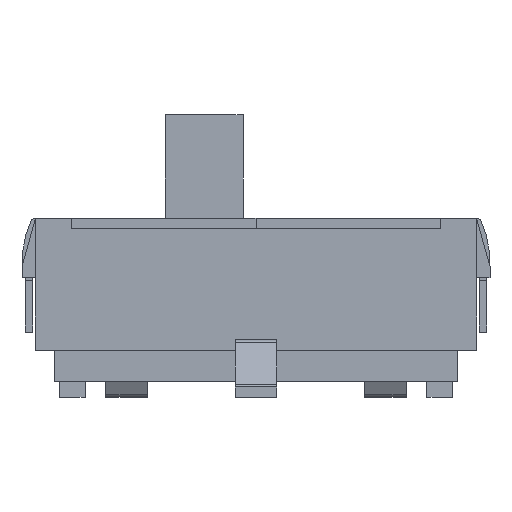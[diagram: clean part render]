
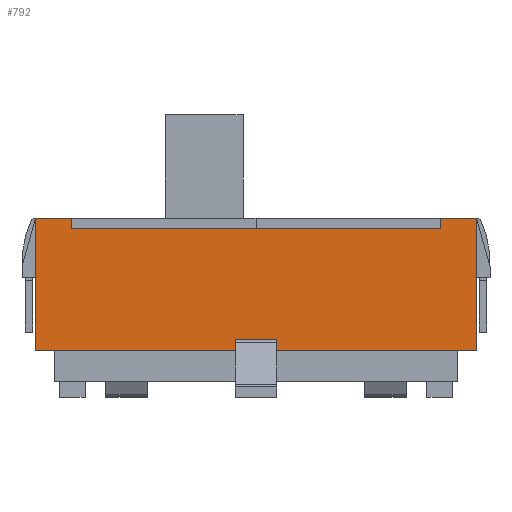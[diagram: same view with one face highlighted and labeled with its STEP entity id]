
A CAD part, left-side view. The second image highlights one B-rep face of the part: STEP entity #792.
In plain terms, the highlighted planar face has unit normal (-1, 0, 0).
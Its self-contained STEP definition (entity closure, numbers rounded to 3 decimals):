
#303 = VERTEX_POINT('',#304);
#304 = CARTESIAN_POINT('',(-1.8,4.26,0.6));
#312 = EDGE_CURVE('',#313,#303,#315,.T.);
#313 = VERTEX_POINT('',#314);
#314 = CARTESIAN_POINT('',(-1.8,-4.26,0.6));
#315 = LINE('',#316,#317);
#316 = CARTESIAN_POINT('',(-1.8,-4.26,0.6));
#317 = VECTOR('',#318,1.);
#318 = DIRECTION('',(0.,1.,0.));
#750 = EDGE_CURVE('',#303,#751,#753,.T.);
#751 = VERTEX_POINT('',#752);
#752 = CARTESIAN_POINT('',(-1.8,4.26,2.));
#753 = LINE('',#754,#755);
#754 = CARTESIAN_POINT('',(-1.8,4.26,0.6));
#755 = VECTOR('',#756,1.);
#756 = DIRECTION('',(0.,0.,1.));
#792 = ADVANCED_FACE('',(#793),#859,.T.);
#793 = FACE_BOUND('',#794,.T.);
#794 = EDGE_LOOP('',(#795,#796,#804,#812,#820,#828,#836,#844,#852,#858)
  );
#795 = ORIENTED_EDGE('',*,*,#312,.F.);
#796 = ORIENTED_EDGE('',*,*,#797,.T.);
#797 = EDGE_CURVE('',#313,#798,#800,.T.);
#798 = VERTEX_POINT('',#799);
#799 = CARTESIAN_POINT('',(-1.8,-4.26,2.));
#800 = LINE('',#801,#802);
#801 = CARTESIAN_POINT('',(-1.8,-4.26,0.6));
#802 = VECTOR('',#803,1.);
#803 = DIRECTION('',(0.,0.,1.));
#804 = ORIENTED_EDGE('',*,*,#805,.T.);
#805 = EDGE_CURVE('',#798,#806,#808,.T.);
#806 = VERTEX_POINT('',#807);
#807 = CARTESIAN_POINT('',(-1.8,-4.26,3.15));
#808 = LINE('',#809,#810);
#809 = CARTESIAN_POINT('',(-1.8,-4.26,0.6));
#810 = VECTOR('',#811,1.);
#811 = DIRECTION('',(0.,0.,1.));
#812 = ORIENTED_EDGE('',*,*,#813,.T.);
#813 = EDGE_CURVE('',#806,#814,#816,.T.);
#814 = VERTEX_POINT('',#815);
#815 = CARTESIAN_POINT('',(-1.8,-3.56,3.15));
#816 = LINE('',#817,#818);
#817 = CARTESIAN_POINT('',(-1.8,-4.26,3.15));
#818 = VECTOR('',#819,1.);
#819 = DIRECTION('',(0.,1.,0.));
#820 = ORIENTED_EDGE('',*,*,#821,.T.);
#821 = EDGE_CURVE('',#814,#822,#824,.T.);
#822 = VERTEX_POINT('',#823);
#823 = CARTESIAN_POINT('',(-1.8,-3.56,2.95));
#824 = LINE('',#825,#826);
#825 = CARTESIAN_POINT('',(-1.8,-3.56,3.15));
#826 = VECTOR('',#827,1.);
#827 = DIRECTION('',(0.,0.,-1.));
#828 = ORIENTED_EDGE('',*,*,#829,.F.);
#829 = EDGE_CURVE('',#830,#822,#832,.T.);
#830 = VERTEX_POINT('',#831);
#831 = CARTESIAN_POINT('',(-1.8,3.56,2.95));
#832 = LINE('',#833,#834);
#833 = CARTESIAN_POINT('',(-1.8,3.56,2.95));
#834 = VECTOR('',#835,1.);
#835 = DIRECTION('',(0.,-1.,0.));
#836 = ORIENTED_EDGE('',*,*,#837,.F.);
#837 = EDGE_CURVE('',#838,#830,#840,.T.);
#838 = VERTEX_POINT('',#839);
#839 = CARTESIAN_POINT('',(-1.8,3.56,3.15));
#840 = LINE('',#841,#842);
#841 = CARTESIAN_POINT('',(-1.8,3.56,3.15));
#842 = VECTOR('',#843,1.);
#843 = DIRECTION('',(0.,0.,-1.));
#844 = ORIENTED_EDGE('',*,*,#845,.T.);
#845 = EDGE_CURVE('',#838,#846,#848,.T.);
#846 = VERTEX_POINT('',#847);
#847 = CARTESIAN_POINT('',(-1.8,4.26,3.15));
#848 = LINE('',#849,#850);
#849 = CARTESIAN_POINT('',(-1.8,-4.26,3.15));
#850 = VECTOR('',#851,1.);
#851 = DIRECTION('',(0.,1.,0.));
#852 = ORIENTED_EDGE('',*,*,#853,.F.);
#853 = EDGE_CURVE('',#751,#846,#854,.T.);
#854 = LINE('',#855,#856);
#855 = CARTESIAN_POINT('',(-1.8,4.26,0.6));
#856 = VECTOR('',#857,1.);
#857 = DIRECTION('',(0.,0.,1.));
#858 = ORIENTED_EDGE('',*,*,#750,.F.);
#859 = PLANE('',#860);
#860 = AXIS2_PLACEMENT_3D('',#861,#862,#863);
#861 = CARTESIAN_POINT('',(-1.8,-4.26,0.6));
#862 = DIRECTION('',(-1.,0.,0.));
#863 = DIRECTION('',(0.,1.,0.));
